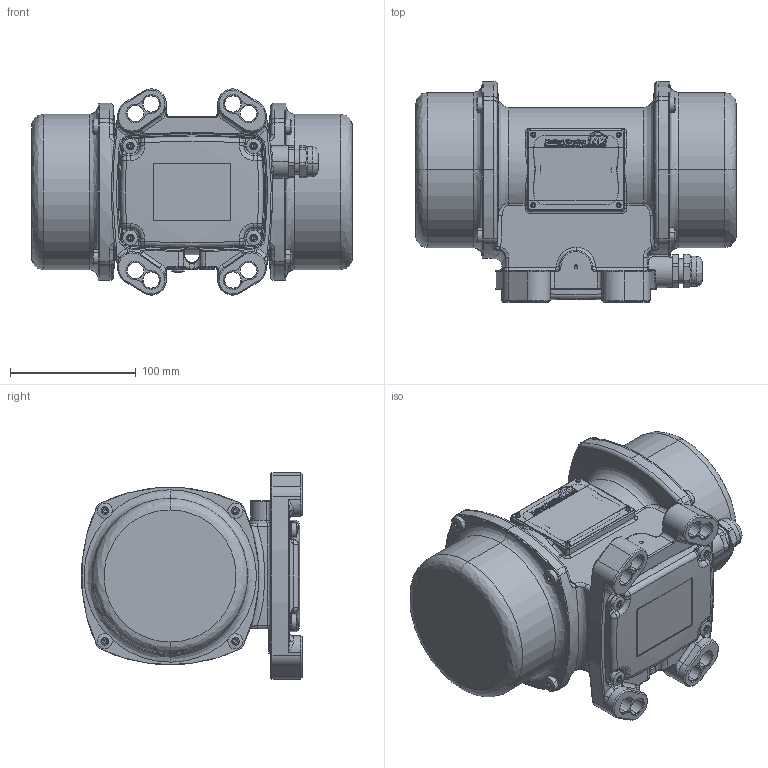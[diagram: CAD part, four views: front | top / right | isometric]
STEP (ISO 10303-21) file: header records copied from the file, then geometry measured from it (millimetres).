
FILE_DESCRIPTION (( 'STEP AP214' ), '1' );
FILE_NAME ('NEA-NEG 50300-50-60Hz.STEP', '2022-05-09T07:55:18', ( '' ), ( '' ), 'SwSTEP 2.0', 'SolidWorks 2015', '' );
FILE_SCHEMA (( 'AUTOMOTIVE_DESIGN' ));
Length unit declared in the file: millimetre
Products named in the file (1): NEA-NEG 50300-50-60Hz
Bounding box: 255 x 175.2 x 164 mm (x, y, z)
Volume: 938599.5 mm3; surface area: 410932.4 mm2
Topology: 19 solids, 19 shells, 2907 faces, 7752 edges, 5024 vertices
Faces by surface type: bspline 1187, plane 746, cylinder 719, cone 255
Entity records: 149725 total; most frequent: CARTESIAN_POINT 84169, ORIENTED_EDGE 15332, DIRECTION 10824, EDGE_CURVE 7666, VERTEX_POINT 5024, AXIS2_PLACEMENT_3D 3981, EDGE_LOOP 3212, FACE_OUTER_BOUND 2907
